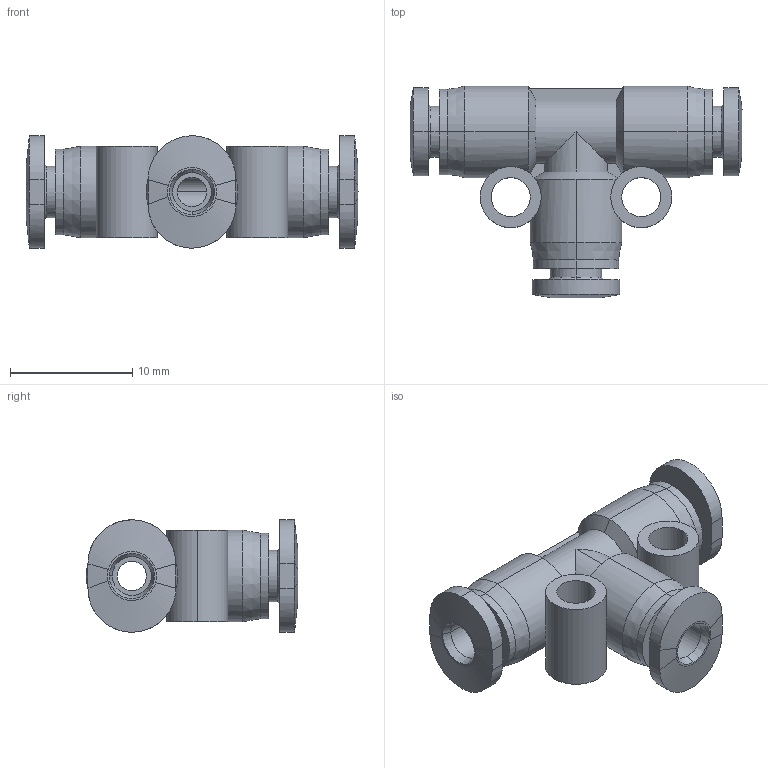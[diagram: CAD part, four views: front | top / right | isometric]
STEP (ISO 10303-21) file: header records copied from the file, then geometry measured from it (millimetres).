
FILE_DESCRIPTION (( 'STEP AP203' ), '1' );
FILE_NAME ('UT18.step', '2016-02-15T20:02:41', ( '' ), ( '' ), 'SwSTEP 2.0', 'SolidWorks 2015', '' );
FILE_SCHEMA (( 'CONFIG_CONTROL_DESIGN' ));
Length unit declared in the file: inch
Products named in the file (1): UT18
Bounding box: 27.2 x 17.35 x 9.2 mm (x, y, z)
Volume: 1297.8 mm3; surface area: 1860.4 mm2
Topology: 1 solids, 1 shells, 120 faces, 288 edges, 178 vertices
Faces by surface type: cylinder 52, plane 29, cone 27, bspline 12
Entity records: 5044 total; most frequent: CARTESIAN_POINT 2229, ORIENTED_EDGE 576, DIRECTION 560, EDGE_CURVE 288, AXIS2_PLACEMENT_3D 222, VERTEX_POINT 178, EDGE_LOOP 136, FACE_OUTER_BOUND 120
